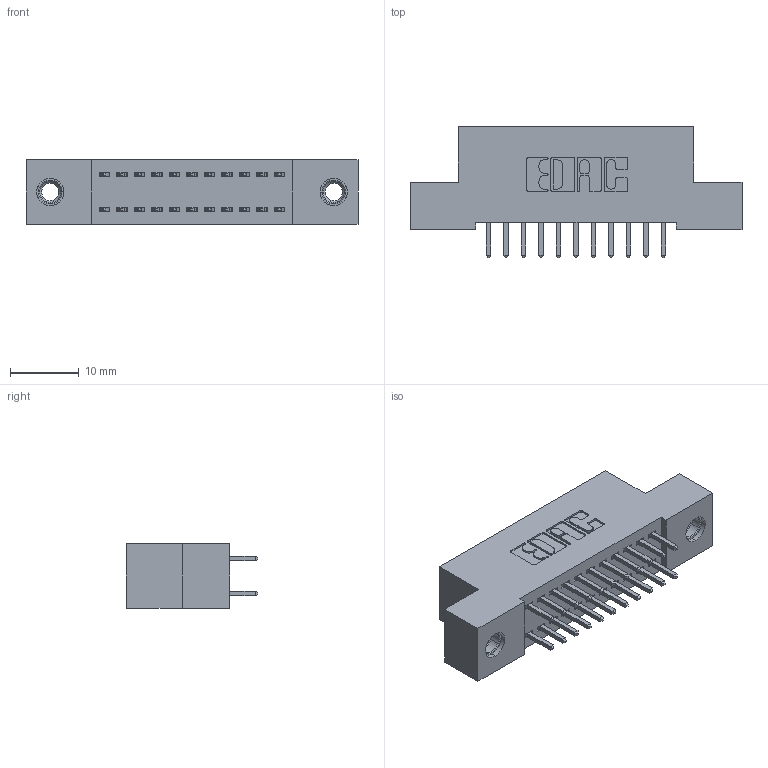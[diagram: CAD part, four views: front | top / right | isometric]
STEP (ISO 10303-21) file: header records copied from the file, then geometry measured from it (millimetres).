
FILE_DESCRIPTION (( 'STEP AP203' ), '1' );
FILE_NAME ('342-022-521-207.STEP', '2019-10-01T22:14:10', ( '' ), ( '' ), 'SwSTEP 2.0', 'SolidWorks 2016', '' );
FILE_SCHEMA (( 'CONFIG_CONTROL_DESIGN' ));
Length unit declared in the file: inch
Products named in the file (4): 342 Part_TI; 345-292-001_345-293-121; 345-250-001_345-250-005-103; 342-022-521-207
Assembly tree (25 placements, depth 2):
  342-022-521-207
    342 Part_TI
    345-292-001_345-293-121  x22
    345-250-001_345-250-005-103  x2
Bounding box: 48.26 x 19.06 x 9.4 mm (x, y, z)
Volume: 4167.8 mm3; surface area: 5985.2 mm2
Topology: 25 solids, 25 shells, 1314 faces, 3845 edges, 2526 vertices
Faces by surface type: plane 890, cylinder 408, cone 12, torus 4
Entity records: 12158 total; most frequent: CARTESIAN_POINT 2033, ORIENTED_EDGE 1962, DIRECTION 1823, EDGE_CURVE 981, VECTOR 833, LINE 833, VERTEX_POINT 648, AXIS2_PLACEMENT_3D 495
